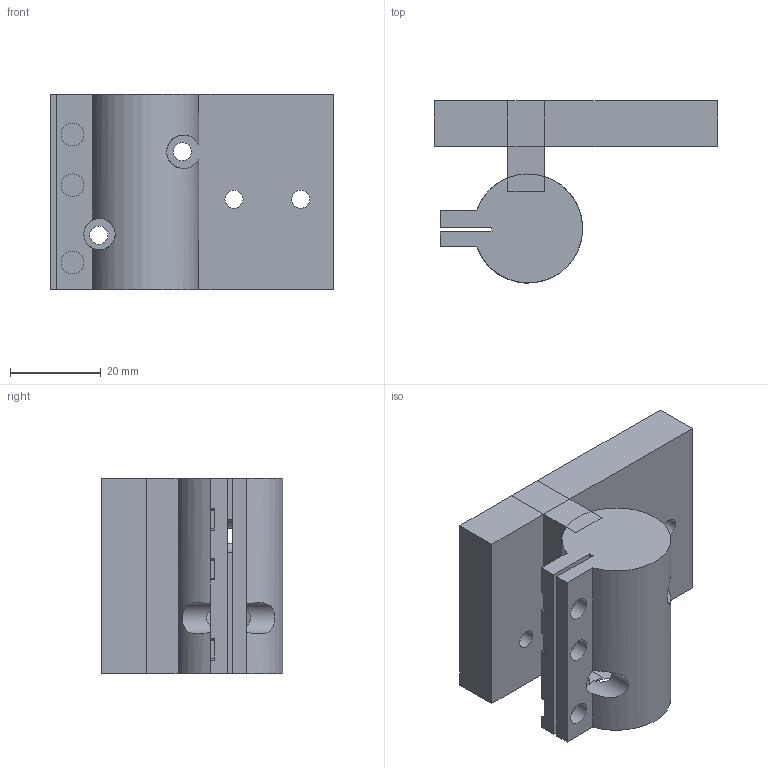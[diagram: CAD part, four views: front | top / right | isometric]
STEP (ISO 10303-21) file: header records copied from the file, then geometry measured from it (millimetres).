
FILE_DESCRIPTION(('FreeCAD Model'),'2;1');
FILE_NAME('Open CASCADE Shape Model','2021-10-31T16:13:10',('Author'),( ''),'Open CASCADE STEP processor 7.5','FreeCAD','Unknown');
FILE_SCHEMA(('AUTOMOTIVE_DESIGN { 1 0 10303 214 1 1 1 1 }'));
Length unit declared in the file: millimetre
Products named in the file (1): Body
Bounding box: 62.43 x 40.09 x 43 mm (x, y, z)
Volume: 40262.7 mm3; surface area: 16168 mm2
Topology: 1 solids, 1 shells, 69 faces, 186 edges, 120 vertices
Faces by surface type: plane 49, cylinder 20
Full cylindrical faces by diameter (mm): 4 x4, 5 x6, 6.915 x2, 7.262 x1, 7.584 x1, 10.849 x1, 11.29 x1, 16 x1
Entity records: 6781 total; most frequent: CARTESIAN_POINT 3061, DIRECTION 670, LINE 440, VECTOR 440, ORIENTED_EDGE 372, PCURVE 372, DEFINITIONAL_REPRESENTATION 372, EDGE_CURVE 186
